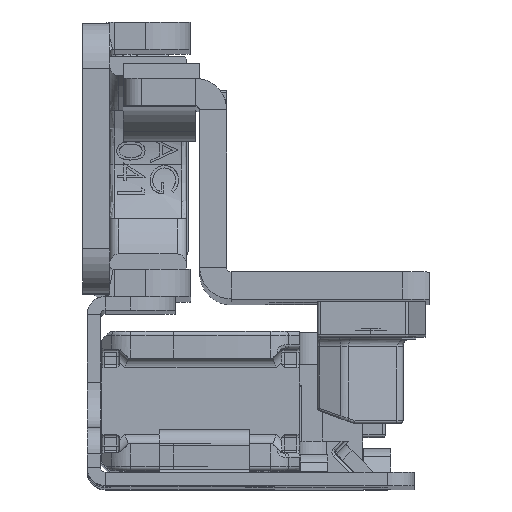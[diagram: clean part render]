
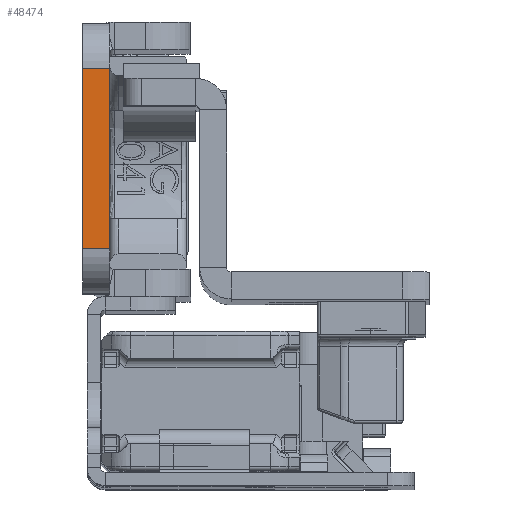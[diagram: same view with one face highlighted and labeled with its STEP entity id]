
A CAD part, top view. The second image highlights one B-rep face of the part: STEP entity #48474.
In plain terms, the highlighted planar face has unit normal (0, 0, 1).
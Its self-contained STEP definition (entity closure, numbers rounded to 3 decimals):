
#452 = LINE ( 'NONE', #50207, #3038 ) ;
#694 = LINE ( 'NONE', #67484, #39830 ) ;
#3038 = VECTOR ( 'NONE', #34249, 1000. ) ;
#3653 = DIRECTION ( 'NONE',  ( -1., 0., 0. ) ) ;
#3749 = VECTOR ( 'NONE', #3653, 1000. ) ;
#5574 = LINE ( 'NONE', #27378, #39868 ) ;
#5953 = VERTEX_POINT ( 'NONE', #21847 ) ;
#7002 = CARTESIAN_POINT ( 'NONE',  ( 0., 10., 0. ) ) ;
#8294 = PLANE ( 'NONE',  #15429 ) ;
#9729 = DIRECTION ( 'NONE',  ( -1., 0., 0. ) ) ;
#15429 = AXIS2_PLACEMENT_3D ( 'NONE', #52569, #21343, #9729 ) ;
#16168 = VERTEX_POINT ( 'NONE', #31393 ) ;
#21343 = DIRECTION ( 'NONE',  ( 0., 0., -1. ) ) ;
#21847 = CARTESIAN_POINT ( 'NONE',  ( 0., -10., 0. ) ) ;
#27378 = CARTESIAN_POINT ( 'NONE',  ( 0., -22.5, 0. ) ) ;
#28959 = EDGE_CURVE ( 'NONE', #16168, #62025, #42511, .T. ) ;
#29448 = ORIENTED_EDGE ( 'NONE', *, *, #35793, .T. ) ;
#29596 = ORIENTED_EDGE ( 'NONE', *, *, #28959, .T. ) ;
#31393 = CARTESIAN_POINT ( 'NONE',  ( 3., 10., 0. ) ) ;
#32370 = CARTESIAN_POINT ( 'NONE',  ( 3., 10., 0. ) ) ;
#34249 = DIRECTION ( 'NONE',  ( -1., 0., 0. ) ) ;
#35793 = EDGE_CURVE ( 'NONE', #62025, #5953, #5574, .T. ) ;
#39830 = VECTOR ( 'NONE', #62412, 1000. ) ;
#39868 = VECTOR ( 'NONE', #49507, 1000. ) ;
#40200 = EDGE_CURVE ( 'NONE', #41275, #5953, #452, .T. ) ;
#41275 = VERTEX_POINT ( 'NONE', #65160 ) ;
#42398 = FACE_OUTER_BOUND ( 'NONE', #68996, .T. ) ;
#42511 = LINE ( 'NONE', #32370, #3749 ) ;
#48474 = ADVANCED_FACE ( 'NONE', ( #42398 ), #8294, .F. ) ;
#49507 = DIRECTION ( 'NONE',  ( 0., -1., 0. ) ) ;
#50207 = CARTESIAN_POINT ( 'NONE',  ( 3., -10., 0. ) ) ;
#50421 = EDGE_CURVE ( 'NONE', #16168, #41275, #694, .T. ) ;
#51412 = ORIENTED_EDGE ( 'NONE', *, *, #50421, .F. ) ;
#52569 = CARTESIAN_POINT ( 'NONE',  ( 3., -22.5, 0. ) ) ;
#62025 = VERTEX_POINT ( 'NONE', #7002 ) ;
#62412 = DIRECTION ( 'NONE',  ( 0., -1., 0. ) ) ;
#65160 = CARTESIAN_POINT ( 'NONE',  ( 3., -10., 0. ) ) ;
#66943 = ORIENTED_EDGE ( 'NONE', *, *, #40200, .F. ) ;
#67484 = CARTESIAN_POINT ( 'NONE',  ( 3., -22.5, 0. ) ) ;
#68996 = EDGE_LOOP ( 'NONE', ( #66943, #51412, #29596, #29448 ) ) ;
